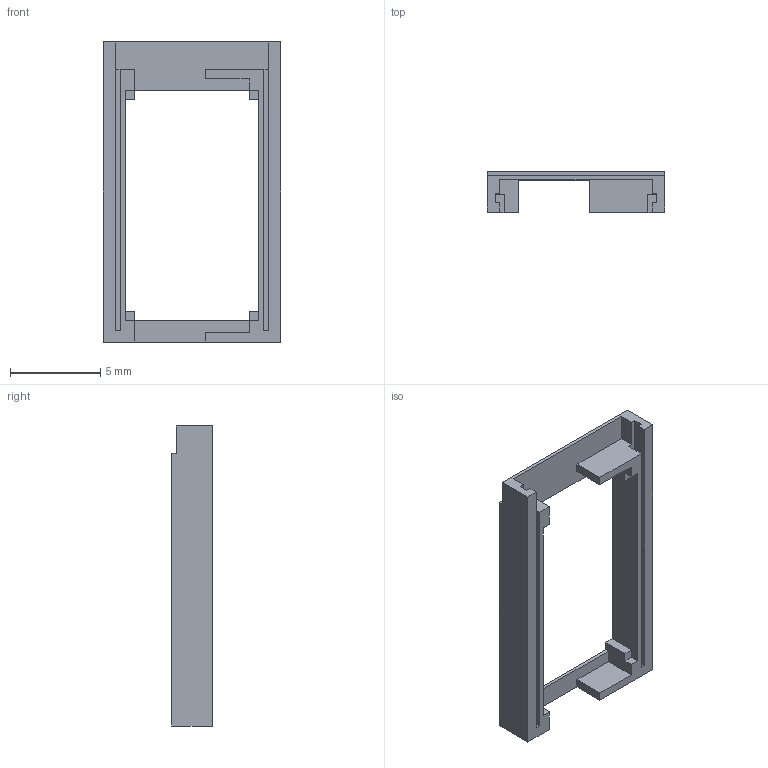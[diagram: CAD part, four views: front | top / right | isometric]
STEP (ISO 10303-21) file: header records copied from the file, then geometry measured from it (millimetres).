
FILE_DESCRIPTION (( 'STEP AP203' ), '1' );
FILE_NAME ('frame.STEP', '2018-09-27T14:45:44', ( '' ), ( '' ), 'SwSTEP 2.0', 'SolidWorks 2016', '' );
FILE_SCHEMA (( 'CONFIG_CONTROL_DESIGN' ));
Length unit declared in the file: millimetre
Products named in the file (1): frame
Bounding box: 9.82 x 2.25 x 16.63 mm (x, y, z)
Volume: 83.5 mm3; surface area: 413.6 mm2
Topology: 1 solids, 1 shells, 70 faces, 195 edges, 124 vertices
Faces by surface type: plane 57, cylinder 7, cone 6
Entity records: 2240 total; most frequent: CARTESIAN_POINT 384, ORIENTED_EDGE 378, DIRECTION 345, EDGE_CURVE 189, LINE 175, VECTOR 175, VERTEX_POINT 124, AXIS2_PLACEMENT_3D 85
